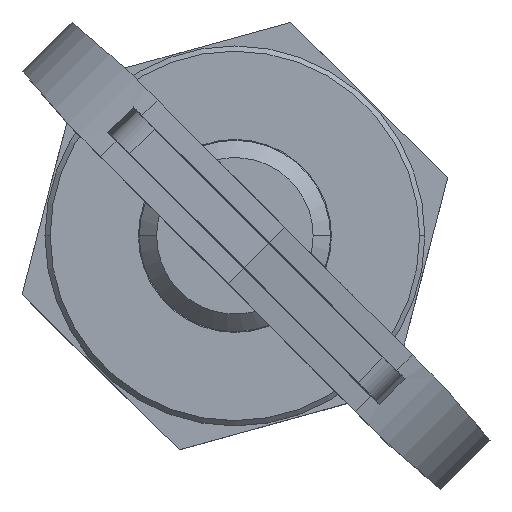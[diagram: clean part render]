
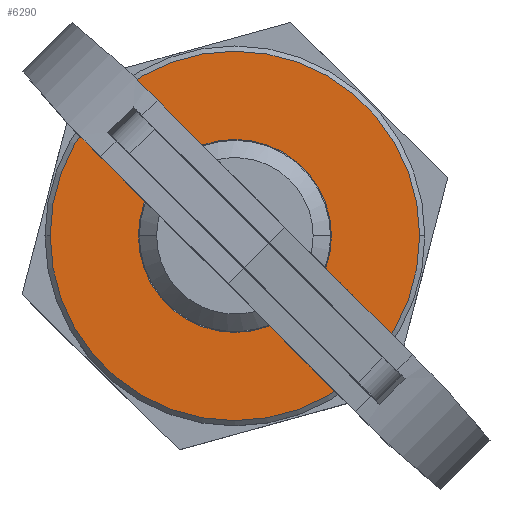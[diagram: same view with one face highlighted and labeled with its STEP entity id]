
A CAD part, top view. The second image highlights one B-rep face of the part: STEP entity #6290.
In plain terms, the highlighted planar face has unit normal (0, 0, 1).
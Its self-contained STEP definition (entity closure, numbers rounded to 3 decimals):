
#6285 = EDGE_LOOP ( 'NONE', ( #6447, #6368 ) ) ;
#6287 = ORIENTED_EDGE ( 'NONE', *, *, #6293, .T. ) ;
#6289 = ORIENTED_EDGE ( 'NONE', *, *, #6510, .T. ) ;
#6290 = ADVANCED_FACE ( 'NONE', ( #11741, #11740 ), #11738, .F. ) ;
#6293 = EDGE_CURVE ( 'NONE', #6509, #6508, #11733, .T. ) ;
#6294 = EDGE_LOOP ( 'NONE', ( #6287, #6289 ) ) ;
#6368 = ORIENTED_EDGE ( 'NONE', *, *, #6636, .F. ) ;
#6447 = ORIENTED_EDGE ( 'NONE', *, *, #6453, .F. ) ;
#6453 = EDGE_CURVE ( 'NONE', #6593, #6572, #11968, .T. ) ;
#6508 = VERTEX_POINT ( 'NONE', #12015 ) ;
#6509 = VERTEX_POINT ( 'NONE', #12014 ) ;
#6510 = EDGE_CURVE ( 'NONE', #6508, #6509, #12073, .T. ) ;
#6572 = VERTEX_POINT ( 'NONE', #12165 ) ;
#6593 = VERTEX_POINT ( 'NONE', #12201 ) ;
#6636 = EDGE_CURVE ( 'NONE', #6572, #6593, #12226, .T. ) ;
#11729 = DIRECTION ( 'NONE',  ( -1., 0., 0. ) ) ;
#11730 = DIRECTION ( 'NONE',  ( 0., 0., 1. ) ) ;
#11731 = CARTESIAN_POINT ( 'NONE',  ( 0., 0., 0. ) ) ;
#11732 = AXIS2_PLACEMENT_3D ( 'NONE', #11731, #11730, #11729 ) ;
#11733 = CIRCLE ( 'NONE', #11732, 10.625 ) ;
#11734 = DIRECTION ( 'NONE',  ( -1., 0., 0. ) ) ;
#11735 = DIRECTION ( 'NONE',  ( 0., 0., -1. ) ) ;
#11736 = CARTESIAN_POINT ( 'NONE',  ( 0., 0., 0. ) ) ;
#11737 = AXIS2_PLACEMENT_3D ( 'NONE', #11736, #11735, #11734 ) ;
#11738 = PLANE ( 'NONE',  #11737 ) ;
#11740 = FACE_BOUND ( 'NONE', #6285, .T. ) ;
#11741 = FACE_OUTER_BOUND ( 'NONE', #6294, .T. ) ;
#11964 = DIRECTION ( 'NONE',  ( 1., 0., 0. ) ) ;
#11965 = DIRECTION ( 'NONE',  ( 0., 0., 1. ) ) ;
#11966 = CARTESIAN_POINT ( 'NONE',  ( 0., 0., 0. ) ) ;
#11967 = AXIS2_PLACEMENT_3D ( 'NONE', #11966, #11965, #11964 ) ;
#11968 = CIRCLE ( 'NONE', #11967, 5.55 ) ;
#12013 = CARTESIAN_POINT ( 'NONE',  ( 0., 0., 0. ) ) ;
#12014 = CARTESIAN_POINT ( 'NONE',  ( -10.625, 0., 0. ) ) ;
#12015 = CARTESIAN_POINT ( 'NONE',  ( 10.625, 0., 0. ) ) ;
#12070 = DIRECTION ( 'NONE',  ( -1., 0., 0. ) ) ;
#12071 = DIRECTION ( 'NONE',  ( 0., 0., 1. ) ) ;
#12072 = AXIS2_PLACEMENT_3D ( 'NONE', #12013, #12071, #12070 ) ;
#12073 = CIRCLE ( 'NONE', #12072, 10.625 ) ;
#12165 = CARTESIAN_POINT ( 'NONE',  ( -5.55, 0., 0. ) ) ;
#12201 = CARTESIAN_POINT ( 'NONE',  ( 5.55, 0., 0. ) ) ;
#12222 = DIRECTION ( 'NONE',  ( 1., 0., 0. ) ) ;
#12223 = DIRECTION ( 'NONE',  ( 0., 0., 1. ) ) ;
#12224 = CARTESIAN_POINT ( 'NONE',  ( 0., 0., 0. ) ) ;
#12225 = AXIS2_PLACEMENT_3D ( 'NONE', #12224, #12223, #12222 ) ;
#12226 = CIRCLE ( 'NONE', #12225, 5.55 ) ;
